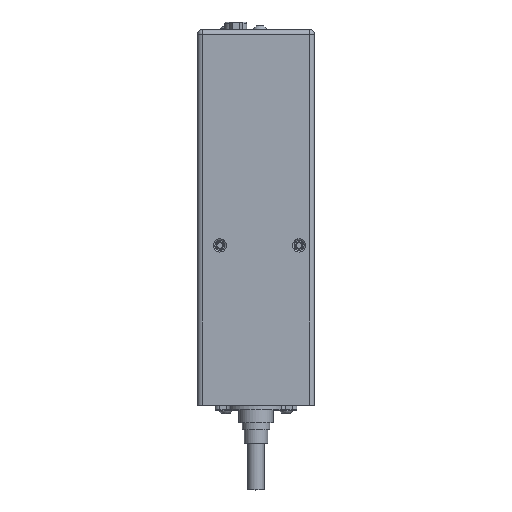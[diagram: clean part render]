
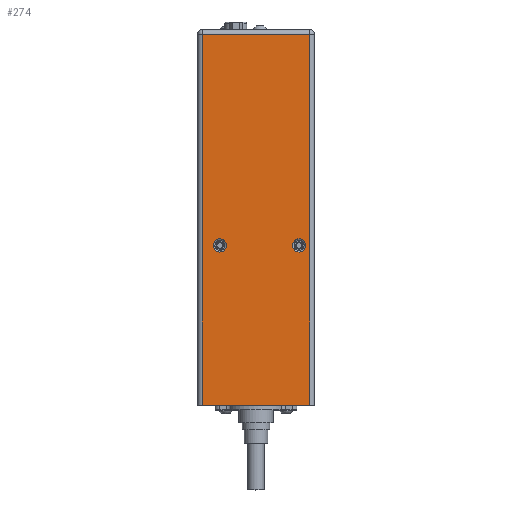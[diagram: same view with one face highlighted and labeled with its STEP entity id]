
A CAD part, top view. The second image highlights one B-rep face of the part: STEP entity #274.
In plain terms, the highlighted planar face has unit normal (0, 0, 1).
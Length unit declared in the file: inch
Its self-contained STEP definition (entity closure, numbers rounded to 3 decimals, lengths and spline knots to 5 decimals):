
#91 = PLANE ( 'NONE',  #1890 ) ;
#274 = ADVANCED_FACE ( 'NONE', ( #8046, #10704, #1284 ), #91, .F. ) ;
#376 = VERTEX_POINT ( 'NONE', #1259 ) ;
#494 = EDGE_CURVE ( 'NONE', #739, #9168, #1694, .T. ) ;
#739 = VERTEX_POINT ( 'NONE', #10680 ) ;
#1074 = DIRECTION ( 'NONE',  ( 0., 0., 1. ) ) ;
#1092 = ORIENTED_EDGE ( 'NONE', *, *, #3176, .T. ) ;
#1142 = CARTESIAN_POINT ( 'NONE',  ( -0.16213, -0.86114, 1.91081 ) ) ;
#1200 = ORIENTED_EDGE ( 'NONE', *, *, #6962, .T. ) ;
#1259 = CARTESIAN_POINT ( 'NONE',  ( 1.58392, 1.83571, 1.91081 ) ) ;
#1284 = FACE_BOUND ( 'NONE', #7851, .T. ) ;
#1694 = LINE ( 'NONE', #9316, #10833 ) ;
#1890 = AXIS2_PLACEMENT_3D ( 'NONE', #6289, #7801, #7139 ) ;
#2058 = EDGE_LOOP ( 'NONE', ( #8269, #1092, #9219, #1200 ) ) ;
#2131 = CIRCLE ( 'NONE', #10274, 0.1125 ) ;
#2168 = VERTEX_POINT ( 'NONE', #11009 ) ;
#2414 = LINE ( 'NONE', #3013, #6817 ) ;
#2742 = EDGE_LOOP ( 'NONE', ( #11023 ) ) ;
#2884 = LINE ( 'NONE', #4698, #9674 ) ;
#3013 = CARTESIAN_POINT ( 'NONE',  ( -0.24087, -0.86114, 1.91081 ) ) ;
#3176 = EDGE_CURVE ( 'NONE', #11271, #739, #2884, .T. ) ;
#3412 = DIRECTION ( 'NONE',  ( 0., -1., 0. ) ) ;
#3884 = DIRECTION ( 'NONE',  ( -1., 0., 0. ) ) ;
#3903 = CARTESIAN_POINT ( 'NONE',  ( 1.6489, -0.86114, 1.91081 ) ) ;
#4304 = AXIS2_PLACEMENT_3D ( 'NONE', #6323, #1074, #7225 ) ;
#4698 = CARTESIAN_POINT ( 'NONE',  ( 1.6489, 5.43807, 1.91081 ) ) ;
#5035 = DIRECTION ( 'NONE',  ( 0., 0., 1. ) ) ;
#5563 = VERTEX_POINT ( 'NONE', #1142 ) ;
#6289 = CARTESIAN_POINT ( 'NONE',  ( -0.24087, 5.43807, 1.91081 ) ) ;
#6323 = CARTESIAN_POINT ( 'NONE',  ( 0.13283, 1.83571, 1.91081 ) ) ;
#6633 = EDGE_CURVE ( 'NONE', #11271, #5563, #2414, .T. ) ;
#6817 = VECTOR ( 'NONE', #3884, 39.37008 ) ;
#6962 = EDGE_CURVE ( 'NONE', #9168, #5563, #11140, .T. ) ;
#7139 = DIRECTION ( 'NONE',  ( -1., 0., 0. ) ) ;
#7225 = DIRECTION ( 'NONE',  ( 1., 0., 0. ) ) ;
#7642 = EDGE_CURVE ( 'NONE', #376, #376, #2131, .T. ) ;
#7801 = DIRECTION ( 'NONE',  ( 0., 0., -1. ) ) ;
#7851 = EDGE_LOOP ( 'NONE', ( #10188 ) ) ;
#8046 = FACE_OUTER_BOUND ( 'NONE', #2058, .T. ) ;
#8269 = ORIENTED_EDGE ( 'NONE', *, *, #6633, .F. ) ;
#8777 = VECTOR ( 'NONE', #3412, 39.37008 ) ;
#8862 = CIRCLE ( 'NONE', #4304, 0.1125 ) ;
#8992 = EDGE_CURVE ( 'NONE', #2168, #2168, #8862, .T. ) ;
#9168 = VERTEX_POINT ( 'NONE', #9200 ) ;
#9200 = CARTESIAN_POINT ( 'NONE',  ( -0.16213, 5.3987, 1.91081 ) ) ;
#9219 = ORIENTED_EDGE ( 'NONE', *, *, #494, .T. ) ;
#9316 = CARTESIAN_POINT ( 'NONE',  ( -0.24087, 5.3987, 1.91081 ) ) ;
#9674 = VECTOR ( 'NONE', #10023, 39.37008 ) ;
#9827 = DIRECTION ( 'NONE',  ( -1., 0., 0. ) ) ;
#10023 = DIRECTION ( 'NONE',  ( 0., 1., 0. ) ) ;
#10188 = ORIENTED_EDGE ( 'NONE', *, *, #8992, .F. ) ;
#10274 = AXIS2_PLACEMENT_3D ( 'NONE', #10362, #5035, #11255 ) ;
#10362 = CARTESIAN_POINT ( 'NONE',  ( 1.47142, 1.83571, 1.91081 ) ) ;
#10680 = CARTESIAN_POINT ( 'NONE',  ( 1.6489, 5.3987, 1.91081 ) ) ;
#10704 = FACE_BOUND ( 'NONE', #2742, .T. ) ;
#10833 = VECTOR ( 'NONE', #9827, 39.37008 ) ;
#11009 = CARTESIAN_POINT ( 'NONE',  ( 0.24533, 1.83571, 1.91081 ) ) ;
#11023 = ORIENTED_EDGE ( 'NONE', *, *, #7642, .F. ) ;
#11140 = LINE ( 'NONE', #11368, #8777 ) ;
#11255 = DIRECTION ( 'NONE',  ( 1., 0., 0. ) ) ;
#11271 = VERTEX_POINT ( 'NONE', #3903 ) ;
#11368 = CARTESIAN_POINT ( 'NONE',  ( -0.16213, 5.43807, 1.91081 ) ) ;
